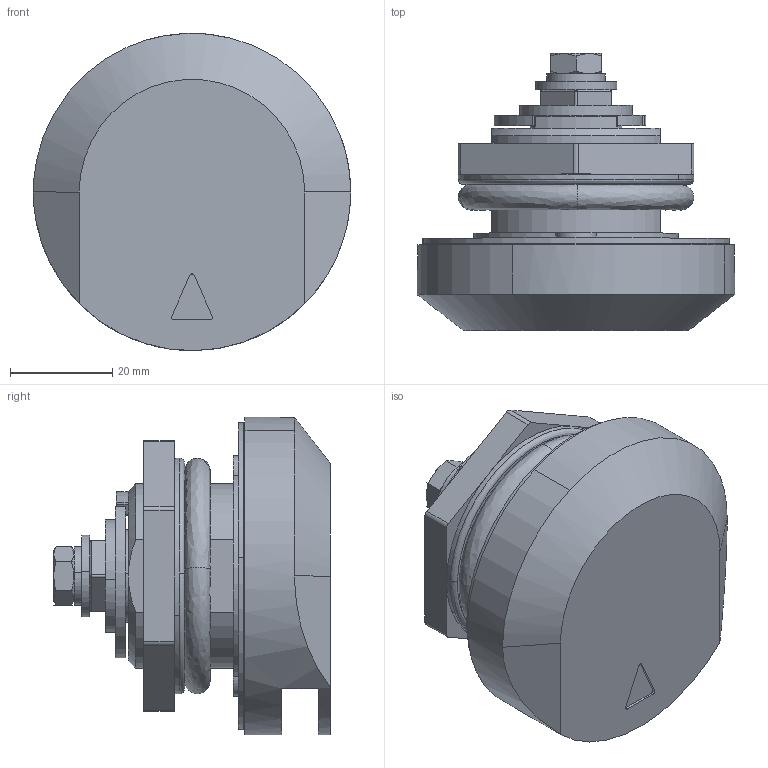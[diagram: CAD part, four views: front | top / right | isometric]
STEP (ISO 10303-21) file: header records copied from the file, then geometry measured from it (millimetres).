
FILE_DESCRIPTION((''),'2;1');
FILE_NAME('','2006-02-23T11:56:00',(''),(''),'','CADfix','');
FILE_SCHEMA(('AUTOMOTIVE_DESIGN'));
Length unit declared in the file: millimetre
Products named in the file (8): washer_B; rotor; packing; nut; control_cam; bolt; body; THA_333_1B_24100_36
Assembly tree (7 placements, depth 2):
  THA_333_1B_24100_36
    washer_B
    rotor
    packing
    nut
    control_cam
    bolt
    body
Bounding box: 62 x 54.1 x 62 mm (x, y, z)
Volume: 71117.1 mm3; surface area: 36239.4 mm2
Topology: 11 solids, 11 shells, 235 faces, 666 edges, 470 vertices
Faces by surface type: bspline 235
Entity records: 8422 total; most frequent: CARTESIAN_POINT 4545, ORIENTED_EDGE 1332, EDGE_CURVE 666, VERTEX_POINT 470, QUASI_UNIFORM_CURVE 290, EDGE_LOOP 262, FACE_OUTER_BOUND 235, ADVANCED_FACE 235
